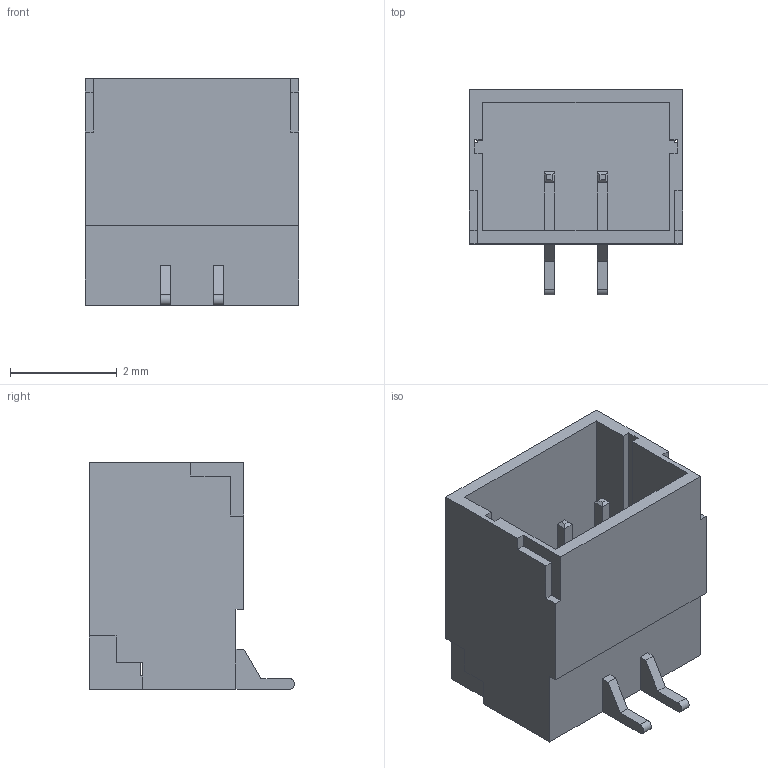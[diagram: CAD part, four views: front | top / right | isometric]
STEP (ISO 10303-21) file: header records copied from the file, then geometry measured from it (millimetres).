
FILE_DESCRIPTION(/* description */ (''),/* implementation_level */ '2;1');
FILE_NAME(/* name */ 'BM02B-SRSS-TB v2.step',/* time_stamp */ '2018-05-28T17:21:25-05:00',/* author */ (''),/* organization */ (''),/* preprocessor_version */ 'ST-DEVELOPER v17',/* originating_system */ 'Autodesk Translation Framework v7.1.0.215',/* authorisation */ '');
FILE_SCHEMA (('AUTOMOTIVE_DESIGN { 1 0 10303 214 3 1 1 }'));
Length unit declared in the file: millimetre
Products named in the file (1): BM02B-SRSS-TB
Bounding box: 4 x 3.85 x 4.25 mm (x, y, z)
Volume: 14.8 mm3; surface area: 140.1 mm2
Topology: 1 solids, 1 shells, 73 faces, 214 edges, 140 vertices
Faces by surface type: plane 71, cylinder 2
Entity records: 2409 total; most frequent: ORIENTED_EDGE 428, CARTESIAN_POINT 428, DIRECTION 366, EDGE_CURVE 214, LINE 210, VECTOR 210, VERTEX_POINT 140, AXIS2_PLACEMENT_3D 78
